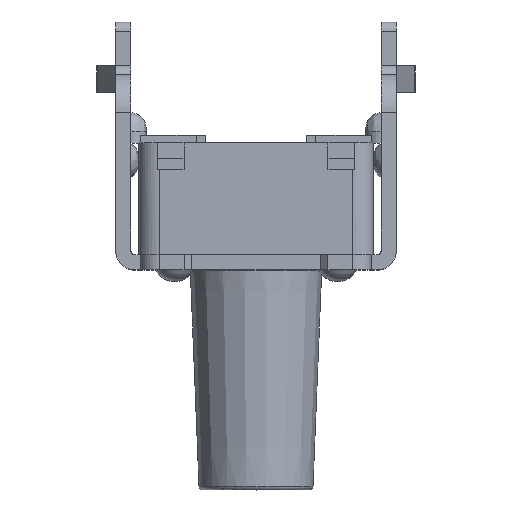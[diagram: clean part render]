
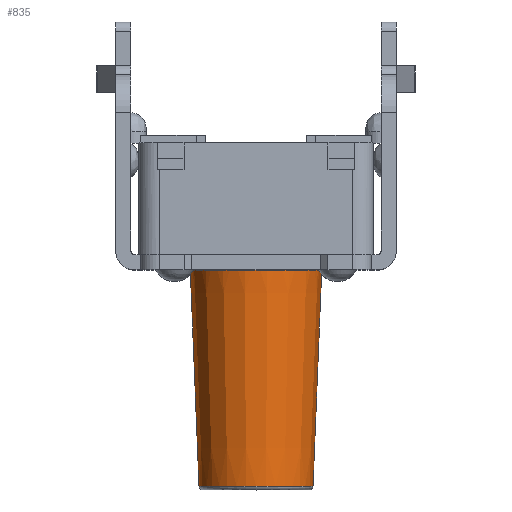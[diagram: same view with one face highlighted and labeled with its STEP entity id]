
A CAD part, top view. The second image highlights one B-rep face of the part: STEP entity #835.
In plain terms, the highlighted conical face has half-angle 2.309 degrees and reference radius 1.504 mm.
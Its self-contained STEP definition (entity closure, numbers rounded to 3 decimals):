
#835 = ADVANCED_FACE( '', ( #1713, #1714 ), #1715, .T. );
#1713 = FACE_OUTER_BOUND( '', #2763, .T. );
#1714 = FACE_BOUND( '', #2764, .T. );
#1715 = CONICAL_SURFACE( '', #2765, 1.504, 0.04 );
#2763 = EDGE_LOOP( '', ( #5253 ) );
#2764 = EDGE_LOOP( '', ( #5254 ) );
#2765 = AXIS2_PLACEMENT_3D( '', #5255, #5256, #5257 );
#5253 = ORIENTED_EDGE( '', *, *, #6444, .T. );
#5254 = ORIENTED_EDGE( '', *, *, #5744, .T. );
#5255 = CARTESIAN_POINT( '', ( 0., -8.254, 0. ) );
#5256 = DIRECTION( '', ( 0., 1., 0. ) );
#5257 = DIRECTION( '', ( -1., 0., 0. ) );
#5744 = EDGE_CURVE( '', #6950, #6950, #6951, .T. );
#6444 = EDGE_CURVE( '', #7952, #7952, #7953, .F. );
#6950 = VERTEX_POINT( '', #8625 );
#6951 = CIRCLE( '', #8626, 1.504 );
#7952 = VERTEX_POINT( '', #10018 );
#7953 = CIRCLE( '', #10019, 1.75 );
#8625 = CARTESIAN_POINT( '', ( -1.504, -8.254, 0. ) );
#8626 = AXIS2_PLACEMENT_3D( '', #10394, #10395, #10396 );
#10018 = CARTESIAN_POINT( '', ( 0., -2.15, 1.75 ) );
#10019 = AXIS2_PLACEMENT_3D( '', #11154, #11155, #11156 );
#10394 = CARTESIAN_POINT( '', ( 0., -8.254, 0. ) );
#10395 = DIRECTION( '', ( 0., 1., 0. ) );
#10396 = DIRECTION( '', ( -1., 0., 0. ) );
#11154 = CARTESIAN_POINT( '', ( 0., -2.15, 0. ) );
#11155 = DIRECTION( '', ( 0., 1., 0. ) );
#11156 = DIRECTION( '', ( 0., 0., 1. ) );
